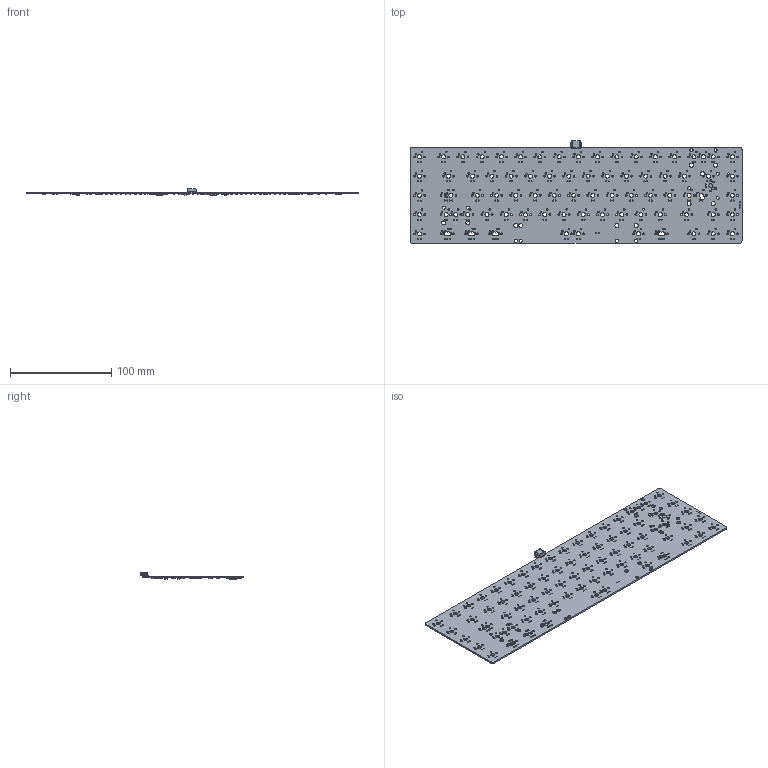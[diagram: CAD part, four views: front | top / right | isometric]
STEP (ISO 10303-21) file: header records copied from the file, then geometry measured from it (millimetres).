
FILE_DESCRIPTION(('KiCad electronic assembly'),'2;1');
FILE_NAME('Tsukuyomi_pcb.step','2022-10-05T20:54:40',('Pcbnew'),('Kicad' ),'Open CASCADE STEP processor 7.6','KiCad to STEP converter', 'Unknown');
FILE_SCHEMA(('AUTOMOTIVE_DESIGN { 1 0 10303 214 1 1 1 1 }'));
Length unit declared in the file: millimetre
Products named in the file (24): Tsukuyomi_pcb 1; HRO  TYPE-C-31-M-12; SOLID; C_0603_1608Metric; Fuse_1206_3216Metric; SOT-23; R_0603_1608Metric; SW_SPST_TL3342; SW_SPDT_PCM12; SOT-23-6; SOT-23-5; LQFP-48_7x7mm_P0.5mm; D_SOD-123F; Tsukuyomi PCB
Assembly tree (184 placements, depth 3):
  Tsukuyomi_pcb 1
    HRO  TYPE-C-31-M-12
      SOLID
    C_0603_1608Metric  x9
      SOLID
    Fuse_1206_3216Metric
      SOLID
    SOT-23
      SOLID
    R_0603_1608Metric  x79
      SOLID
    SW_SPST_TL3342
      SOLID
    SW_SPDT_PCM12
      SOLID
    SOT-23-6
      SOLID
    SOT-23-5
      SOLID
    LQFP-48_7x7mm_P0.5mm
      SOLID
    D_SOD-123F  x76
      SOLID
    Tsukuyomi PCB
Bounding box: 328.61 x 101.88 x 6.46 mm (x, y, z)
Volume: 47498.9 mm3; surface area: 68151.5 mm2
Topology: 173 solids, 174 shells, 6613 faces, 16759 edges, 10615 vertices
Faces by surface type: bspline 5927, cylinder 644, plane 42
Full cylindrical faces by diameter (mm): 0.65 x2, 0.9 x2, 1 x3, 1.04 x159, 1.47 x165, 1.75 x145, 3.048 x10, 3.988 x83
Entity records: 164626 total; most frequent: CARTESIAN_POINT 52683, ORIENTED_EDGE 12758, PCURVE 12758, DEFINITIONAL_REPRESENTATION 12758, B_SPLINE_CURVE_WITH_KNOTS 11707, DIRECTION 9126, EDGE_CURVE 6379, SURFACE_CURVE 5799
